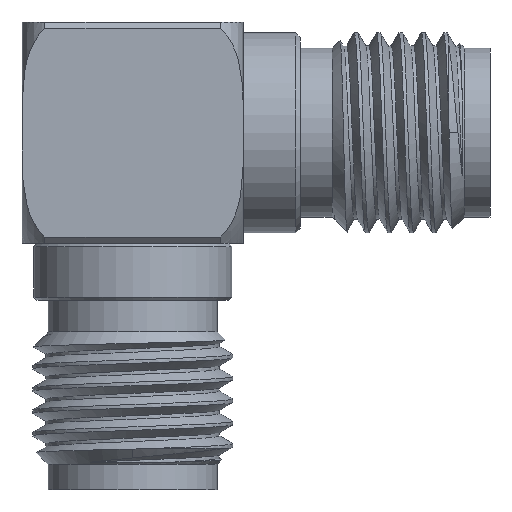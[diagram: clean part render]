
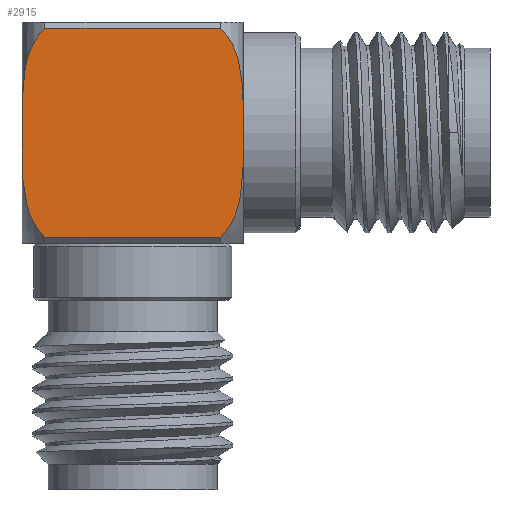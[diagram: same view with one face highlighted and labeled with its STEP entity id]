
A CAD part, front view. The second image highlights one B-rep face of the part: STEP entity #2915.
In plain terms, the highlighted face is planar.
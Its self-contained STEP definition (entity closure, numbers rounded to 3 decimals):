
#307=LINE('',#4549,#493);
#308=LINE('',#4565,#494);
#493=VECTOR('',#3615,1000.);
#494=VECTOR('',#3616,1000.);
#679=ORIENTED_EDGE('',*,*,#1509,.T.);
#680=ORIENTED_EDGE('',*,*,#1510,.T.);
#681=ORIENTED_EDGE('',*,*,#1511,.T.);
#682=ORIENTED_EDGE('',*,*,#1512,.T.);
#683=ORIENTED_EDGE('',*,*,#1513,.T.);
#684=ORIENTED_EDGE('',*,*,#1514,.T.);
#1509=EDGE_CURVE('',#1924,#1925,#2210,.T.);
#1510=EDGE_CURVE('',#1925,#1926,#307,.T.);
#1511=EDGE_CURVE('',#1926,#1927,#2211,.T.);
#1512=EDGE_CURVE('',#1927,#1928,#2212,.T.);
#1513=EDGE_CURVE('',#1928,#1929,#308,.T.);
#1514=EDGE_CURVE('',#1929,#1924,#2213,.T.);
#1924=VERTEX_POINT('',#4547);
#1925=VERTEX_POINT('',#4548);
#1926=VERTEX_POINT('',#4550);
#1927=VERTEX_POINT('',#4557);
#1928=VERTEX_POINT('',#4564);
#1929=VERTEX_POINT('',#4566);
#2210=B_SPLINE_CURVE_WITH_KNOTS('',3,(#4541,#4542,#4543,#4544,#4545,#4546),
 .UNSPECIFIED.,.F.,.F.,(4,1,1,4),(0.,0.002,
0.003,0.003),.UNSPECIFIED.);
#2211=B_SPLINE_CURVE_WITH_KNOTS('',3,(#4551,#4552,#4553,#4554,#4555,#4556),
 .UNSPECIFIED.,.F.,.F.,(4,1,1,4),(0.014,0.015,
0.016,0.018),.UNSPECIFIED.);
#2212=B_SPLINE_CURVE_WITH_KNOTS('',3,(#4558,#4559,#4560,#4561,#4562,#4563),
 .UNSPECIFIED.,.F.,.F.,(4,1,1,4),(0.,0.002,0.003,
0.003),.UNSPECIFIED.);
#2213=B_SPLINE_CURVE_WITH_KNOTS('',3,(#4567,#4568,#4569,#4570,#4571,#4572),
 .UNSPECIFIED.,.F.,.F.,(4,1,1,4),(0.014,0.015,
0.016,0.018),.UNSPECIFIED.);
#2268=EDGE_LOOP('',(#679,#680,#681,#682,#683,#684));
#2532=FACE_BOUND('',#2268,.T.);
#2797=PLANE('',#3241);
#2915=ADVANCED_FACE('',(#2532),#2797,.T.);
#3241=AXIS2_PLACEMENT_3D('',#4540,#3613,#3614);
#3613=DIRECTION('',(-1.,0.,0.));
#3614=DIRECTION('',(0.,0.,1.));
#3615=DIRECTION('',(0.,0.,-1.));
#3616=DIRECTION('',(0.,0.,1.));
#4540=CARTESIAN_POINT('',(-3.5,3.5,-7.));
#4541=CARTESIAN_POINT('',(-3.5,0.,0.));
#4542=CARTESIAN_POINT('',(-3.5,0.579,0.));
#4543=CARTESIAN_POINT('',(-3.5,1.451,0.025));
#4544=CARTESIAN_POINT('',(-3.5,2.594,-0.204));
#4545=CARTESIAN_POINT('',(-3.5,3.104,-0.509));
#4546=CARTESIAN_POINT('',(-3.5,3.3,-0.721));
#4547=CARTESIAN_POINT('',(-3.5,0.,0.));
#4548=CARTESIAN_POINT('',(-3.5,3.3,-0.721));
#4549=CARTESIAN_POINT('',(-3.5,3.3,-7.));
#4550=CARTESIAN_POINT('',(-3.5,3.3,-6.279));
#4551=CARTESIAN_POINT('',(-3.5,3.3,-6.279));
#4552=CARTESIAN_POINT('',(-3.5,3.103,-6.493));
#4553=CARTESIAN_POINT('',(-3.5,2.59,-6.797));
#4554=CARTESIAN_POINT('',(-3.5,1.449,-7.025));
#4555=CARTESIAN_POINT('',(-3.5,0.585,-7.));
#4556=CARTESIAN_POINT('',(-3.5,0.,-7.));
#4557=CARTESIAN_POINT('',(-3.5,0.,-7.));
#4558=CARTESIAN_POINT('',(-3.5,0.,-7.));
#4559=CARTESIAN_POINT('',(-3.5,-0.579,-7.));
#4560=CARTESIAN_POINT('',(-3.5,-1.451,-7.025));
#4561=CARTESIAN_POINT('',(-3.5,-2.594,-6.796));
#4562=CARTESIAN_POINT('',(-3.5,-3.104,-6.491));
#4563=CARTESIAN_POINT('',(-3.5,-3.3,-6.279));
#4564=CARTESIAN_POINT('',(-3.5,-3.3,-6.279));
#4565=CARTESIAN_POINT('',(-3.5,-3.3,-7.));
#4566=CARTESIAN_POINT('',(-3.5,-3.3,-0.721));
#4567=CARTESIAN_POINT('',(-3.5,-3.3,-0.721));
#4568=CARTESIAN_POINT('',(-3.5,-3.103,-0.507));
#4569=CARTESIAN_POINT('',(-3.5,-2.59,-0.203));
#4570=CARTESIAN_POINT('',(-3.5,-1.449,0.025));
#4571=CARTESIAN_POINT('',(-3.5,-0.585,0.));
#4572=CARTESIAN_POINT('',(-3.5,0.,0.));
